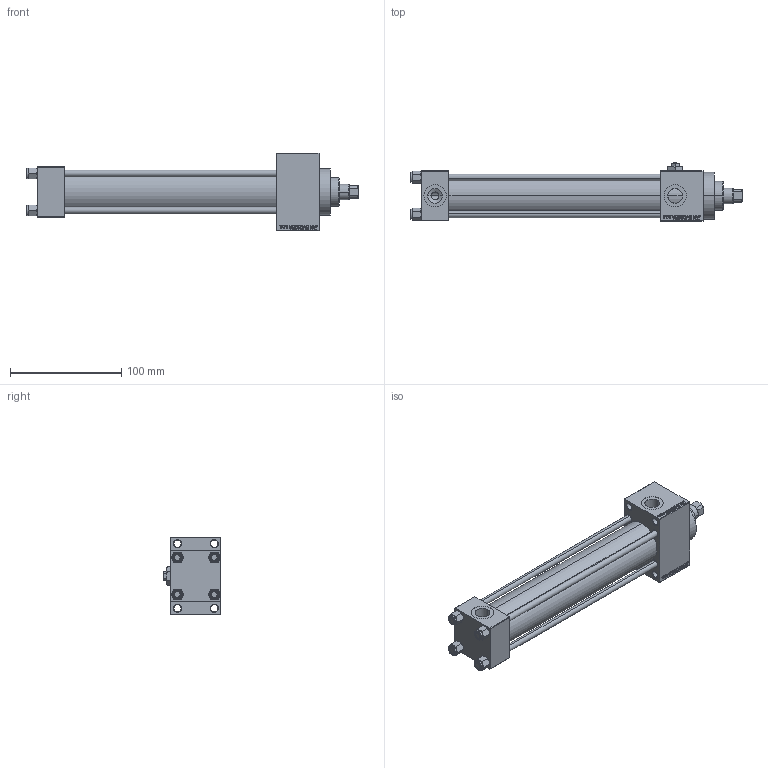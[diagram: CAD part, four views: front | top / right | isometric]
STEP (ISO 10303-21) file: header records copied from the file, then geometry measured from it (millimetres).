
FILE_DESCRIPTION (( 'STEP AP203' ), '1' );
FILE_NAME ('7367.STEP', '2022-04-16T07:52:44', ( '' ), ( '' ), 'SwSTEP 2.0', 'SolidWorks 2019', '' );
FILE_SCHEMA (( 'CONFIG_CONTROL_DESIGN' ));
Length unit declared in the file: millimetre
Products named in the file (7): NUT_M5_D bd9a41a686febc3073628243bcbb261c; V215CR_D_Body bd9a41a686febc3073628243bcbb261c; V215CR_D_TYCINKA bd9a41a686febc3073628243bcbb261c; V215CR_VCP_D bd9a41a686febc3073628243bcbb261c; 7367; V215_VC_A bd9a41a686febc3073628243bcbb261c; Zatka_pro_OIL_PORT bd9a41a686febc3073628243bcbb261c
Assembly tree (12 placements, depth 2):
  7367
    V215CR_D_Body bd9a41a686febc3073628243bcbb261c
    V215CR_VCP_D bd9a41a686febc3073628243bcbb261c
    NUT_M5_D bd9a41a686febc3073628243bcbb261c  x4
    V215CR_D_TYCINKA bd9a41a686febc3073628243bcbb261c  x4
    V215_VC_A bd9a41a686febc3073628243bcbb261c
    Zatka_pro_OIL_PORT bd9a41a686febc3073628243bcbb261c
Bounding box: 298 x 52 x 70 mm (x, y, z)
Volume: 313646.5 mm3; surface area: 123480.8 mm2
Topology: 12 solids, 12 shells, 1157 faces, 2870 edges, 1853 vertices
Faces by surface type: plane 521, bspline 368, cone 164, cylinder 96, torus 8
Entity records: 49021 total; most frequent: CARTESIAN_POINT 25636, ORIENTED_EDGE 5232, DIRECTION 3416, EDGE_CURVE 2616, VERTEX_POINT 1709, LINE 1546, VECTOR 1546, EDGE_LOOP 1175
